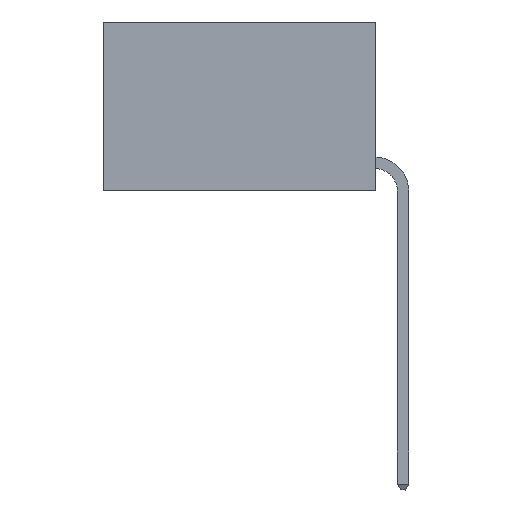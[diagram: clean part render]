
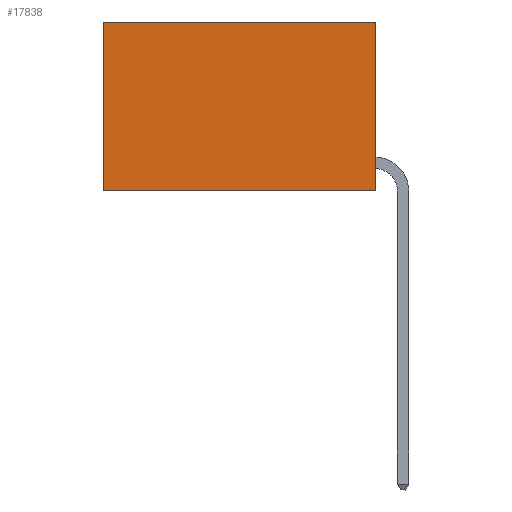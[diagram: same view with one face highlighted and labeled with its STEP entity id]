
A CAD part, left-side view. The second image highlights one B-rep face of the part: STEP entity #17838.
In plain terms, the highlighted planar face has unit normal (-1, 0, 0).
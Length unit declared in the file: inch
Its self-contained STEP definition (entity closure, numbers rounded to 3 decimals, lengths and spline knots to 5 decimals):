
#631 = CARTESIAN_POINT ( 'NONE',  ( 0.2625, 0.6, 0. ) ) ;
#890 = ORIENTED_EDGE ( 'NONE', *, *, #6384, .T. ) ;
#1590 = CARTESIAN_POINT ( 'NONE',  ( 0.2625, 0., 0. ) ) ;
#2140 = LINE ( 'NONE', #10621, #12876 ) ;
#3236 = CARTESIAN_POINT ( 'NONE',  ( 0.2625, 0., 0. ) ) ;
#3499 = VECTOR ( 'NONE', #25226, 39.37008 ) ;
#3683 = DIRECTION ( 'NONE',  ( 1., 0., 0. ) ) ;
#3999 = VERTEX_POINT ( 'NONE', #24127 ) ;
#4785 = VERTEX_POINT ( 'NONE', #5569 ) ;
#5569 = CARTESIAN_POINT ( 'NONE',  ( 0.2625, 0.6, -0.37 ) ) ;
#5769 = EDGE_LOOP ( 'NONE', ( #17127, #10840, #21289, #890 ) ) ;
#6268 = CARTESIAN_POINT ( 'NONE',  ( 0.2625, 0., 0. ) ) ;
#6384 = EDGE_CURVE ( 'NONE', #3999, #15894, #23701, .T. ) ;
#7890 = FACE_OUTER_BOUND ( 'NONE', #5769, .T. ) ;
#9988 = CARTESIAN_POINT ( 'NONE',  ( 0.2625, 0., -0.37 ) ) ;
#10621 = CARTESIAN_POINT ( 'NONE',  ( 0.2625, 0.6, 0. ) ) ;
#10840 = ORIENTED_EDGE ( 'NONE', *, *, #11297, .F. ) ;
#10996 = VECTOR ( 'NONE', #18977, 39.37008 ) ;
#11297 = EDGE_CURVE ( 'NONE', #20721, #4785, #15299, .T. ) ;
#12876 = VECTOR ( 'NONE', #23952, 39.37008 ) ;
#13651 = PLANE ( 'NONE',  #15060 ) ;
#15060 = AXIS2_PLACEMENT_3D ( 'NONE', #1590, #3683, #17476 ) ;
#15299 = LINE ( 'NONE', #9988, #3499 ) ;
#15894 = VERTEX_POINT ( 'NONE', #631 ) ;
#15999 = CARTESIAN_POINT ( 'NONE',  ( 0.2625, 0., -0.37 ) ) ;
#16113 = LINE ( 'NONE', #3236, #10996 ) ;
#17127 = ORIENTED_EDGE ( 'NONE', *, *, #23549, .T. ) ;
#17476 = DIRECTION ( 'NONE',  ( 0., 0., -1. ) ) ;
#17838 = ADVANCED_FACE ( 'NONE', ( #7890 ), #13651, .F. ) ;
#18096 = VECTOR ( 'NONE', #18145, 39.37008 ) ;
#18145 = DIRECTION ( 'NONE',  ( 0., 1., 0. ) ) ;
#18977 = DIRECTION ( 'NONE',  ( 0., 0., -1. ) ) ;
#20721 = VERTEX_POINT ( 'NONE', #15999 ) ;
#21289 = ORIENTED_EDGE ( 'NONE', *, *, #24520, .F. ) ;
#23549 = EDGE_CURVE ( 'NONE', #15894, #4785, #2140, .T. ) ;
#23701 = LINE ( 'NONE', #6268, #18096 ) ;
#23952 = DIRECTION ( 'NONE',  ( 0., 0., -1. ) ) ;
#24127 = CARTESIAN_POINT ( 'NONE',  ( 0.2625, 0., 0. ) ) ;
#24520 = EDGE_CURVE ( 'NONE', #3999, #20721, #16113, .T. ) ;
#25226 = DIRECTION ( 'NONE',  ( 0., 1., 0. ) ) ;
